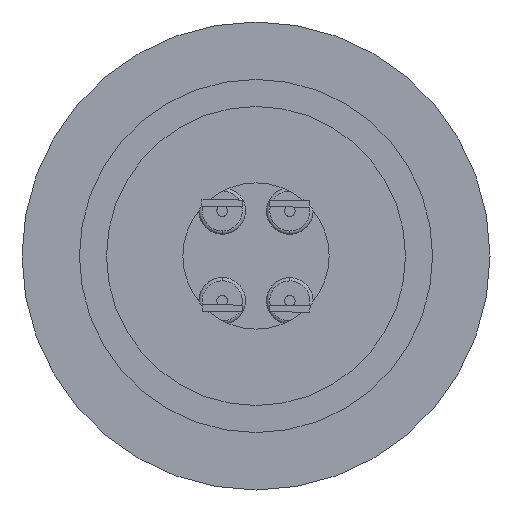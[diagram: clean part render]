
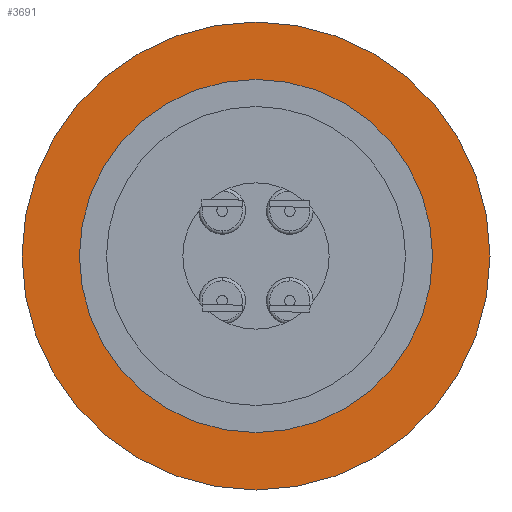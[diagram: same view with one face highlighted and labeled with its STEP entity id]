
A CAD part, left-side view. The second image highlights one B-rep face of the part: STEP entity #3691.
In plain terms, the highlighted planar face has unit normal (-1, 0, 0).
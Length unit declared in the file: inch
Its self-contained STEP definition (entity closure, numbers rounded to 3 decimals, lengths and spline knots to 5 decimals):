
#83 = CARTESIAN_POINT ( 'NONE',  ( 0.5, 0., 1.08 ) ) ;
#292 = DIRECTION ( 'NONE',  ( 0., 0., -1. ) ) ;
#718 = AXIS2_PLACEMENT_3D ( 'NONE', #11198, #5786, #292 ) ;
#756 = DIRECTION ( 'NONE',  ( -1., 0., 0. ) ) ;
#807 = AXIS2_PLACEMENT_3D ( 'NONE', #10488, #5050, #11397 ) ;
#945 = CARTESIAN_POINT ( 'NONE',  ( 0.5, 0., -0.815 ) ) ;
#991 = CIRCLE ( 'NONE', #8707, 0.815 ) ;
#1212 = EDGE_CURVE ( 'NONE', #1966, #11154, #991, .T. ) ;
#1303 = EDGE_LOOP ( 'NONE', ( #4774, #11360 ) ) ;
#1336 = FACE_BOUND ( 'NONE', #1303, .T. ) ;
#1538 = DIRECTION ( 'NONE',  ( 1., 0., 0. ) ) ;
#1592 = PLANE ( 'NONE',  #1882 ) ;
#1882 = AXIS2_PLACEMENT_3D ( 'NONE', #6240, #756, #7167 ) ;
#1906 = EDGE_CURVE ( 'NONE', #11354, #11530, #4420, .T. ) ;
#1966 = VERTEX_POINT ( 'NONE', #945 ) ;
#3691 = ADVANCED_FACE ( 'NONE', ( #1336, #4085 ), #1592, .T. ) ;
#3715 = ORIENTED_EDGE ( 'NONE', *, *, #1906, .T. ) ;
#3929 = CIRCLE ( 'NONE', #807, 1.08 ) ;
#4085 = FACE_OUTER_BOUND ( 'NONE', #11226, .T. ) ;
#4146 = EDGE_CURVE ( 'NONE', #11530, #11354, #3929, .T. ) ;
#4420 = CIRCLE ( 'NONE', #10526, 1.08 ) ;
#4682 = CARTESIAN_POINT ( 'NONE',  ( 0.5, 0., 0.815 ) ) ;
#4774 = ORIENTED_EDGE ( 'NONE', *, *, #1212, .T. ) ;
#5050 = DIRECTION ( 'NONE',  ( -1., 0., 0. ) ) ;
#5314 = CIRCLE ( 'NONE', #718, 0.815 ) ;
#5462 = CARTESIAN_POINT ( 'NONE',  ( 0.5, 0., 0. ) ) ;
#5786 = DIRECTION ( 'NONE',  ( 1., 0., 0. ) ) ;
#5904 = CARTESIAN_POINT ( 'NONE',  ( 0.5, 0., -1.08 ) ) ;
#6240 = CARTESIAN_POINT ( 'NONE',  ( 0.5, 1.08, 0. ) ) ;
#6378 = DIRECTION ( 'NONE',  ( 0., 0., -1. ) ) ;
#7048 = CARTESIAN_POINT ( 'NONE',  ( 0.5, 0., 0. ) ) ;
#7167 = DIRECTION ( 'NONE',  ( 0., 0., 1. ) ) ;
#7266 = ORIENTED_EDGE ( 'NONE', *, *, #4146, .T. ) ;
#7936 = DIRECTION ( 'NONE',  ( 0., 0., -1. ) ) ;
#8707 = AXIS2_PLACEMENT_3D ( 'NONE', #7048, #1538, #7936 ) ;
#10488 = CARTESIAN_POINT ( 'NONE',  ( 0.5, 0., 0. ) ) ;
#10526 = AXIS2_PLACEMENT_3D ( 'NONE', #5462, #11792, #6378 ) ;
#11154 = VERTEX_POINT ( 'NONE', #4682 ) ;
#11198 = CARTESIAN_POINT ( 'NONE',  ( 0.5, 0., 0. ) ) ;
#11226 = EDGE_LOOP ( 'NONE', ( #7266, #3715 ) ) ;
#11301 = EDGE_CURVE ( 'NONE', #11154, #1966, #5314, .T. ) ;
#11354 = VERTEX_POINT ( 'NONE', #83 ) ;
#11360 = ORIENTED_EDGE ( 'NONE', *, *, #11301, .T. ) ;
#11397 = DIRECTION ( 'NONE',  ( 0., 0., -1. ) ) ;
#11530 = VERTEX_POINT ( 'NONE', #5904 ) ;
#11792 = DIRECTION ( 'NONE',  ( -1., 0., 0. ) ) ;
